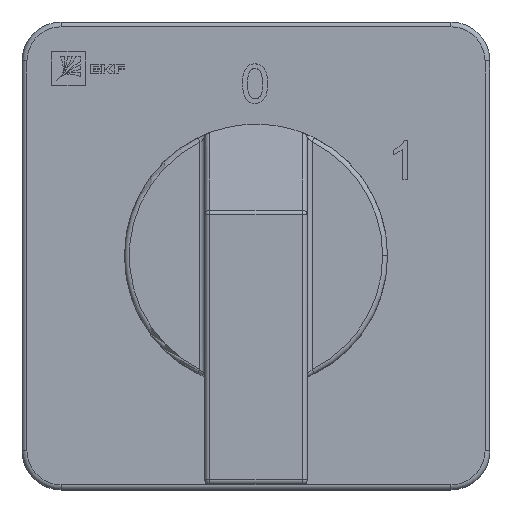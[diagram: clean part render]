
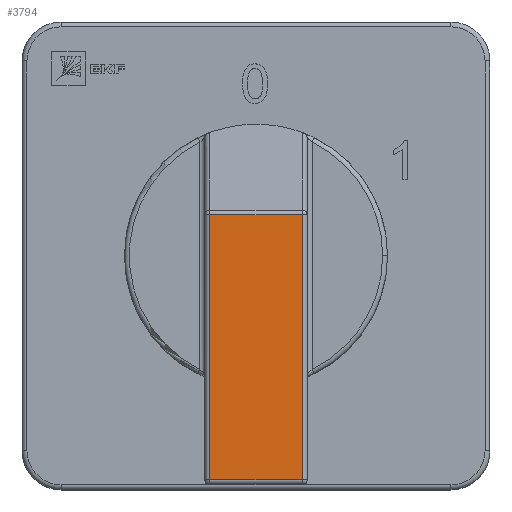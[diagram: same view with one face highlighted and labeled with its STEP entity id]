
A CAD part, top view. The second image highlights one B-rep face of the part: STEP entity #3794.
In plain terms, the highlighted planar face has unit normal (0, 0, 1).
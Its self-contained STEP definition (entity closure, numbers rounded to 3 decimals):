
#280 = EDGE_LOOP ( 'NONE', ( #6387, #22724, #9629, #987 ) ) ;
#308 = VERTEX_POINT ( 'NONE', #15612 ) ;
#410 = LINE ( 'NONE', #12189, #701 ) ;
#701 = VECTOR ( 'NONE', #2527, 1000. ) ;
#987 = ORIENTED_EDGE ( 'NONE', *, *, #11576, .T. ) ;
#2239 = CARTESIAN_POINT ( 'NONE',  ( 5.25, 4.5, 23.5 ) ) ;
#2527 = DIRECTION ( 'NONE',  ( -1., 0., 0. ) ) ;
#3557 = CARTESIAN_POINT ( 'NONE',  ( 4.75, -23., 23.5 ) ) ;
#3794 = ADVANCED_FACE ( 'NONE', ( #4250 ), #4084, .F. ) ;
#4084 = PLANE ( 'NONE',  #25044 ) ;
#4250 = FACE_OUTER_BOUND ( 'NONE', #280, .T. ) ;
#5209 = CARTESIAN_POINT ( 'NONE',  ( -4.75, -23.5, 23.5 ) ) ;
#6387 = ORIENTED_EDGE ( 'NONE', *, *, #9398, .T. ) ;
#6852 = CARTESIAN_POINT ( 'NONE',  ( -4.75, 4.203, 23.5 ) ) ;
#6915 = VERTEX_POINT ( 'NONE', #23603 ) ;
#7062 = LINE ( 'NONE', #18107, #16816 ) ;
#7102 = CARTESIAN_POINT ( 'NONE',  ( 5.25, -23., 23.5 ) ) ;
#8123 = VECTOR ( 'NONE', #13151, 1000. ) ;
#8592 = DIRECTION ( 'NONE',  ( 0., 0., -1. ) ) ;
#8648 = EDGE_CURVE ( 'NONE', #308, #15816, #410, .T. ) ;
#9044 = DIRECTION ( 'NONE',  ( 0., -1., 0. ) ) ;
#9398 = EDGE_CURVE ( 'NONE', #13330, #308, #7062, .T. ) ;
#9629 = ORIENTED_EDGE ( 'NONE', *, *, #20221, .T. ) ;
#11576 = EDGE_CURVE ( 'NONE', #6915, #13330, #20636, .T. ) ;
#12189 = CARTESIAN_POINT ( 'NONE',  ( 5.25, 4.203, 23.5 ) ) ;
#13151 = DIRECTION ( 'NONE',  ( 1., 0., 0. ) ) ;
#13330 = VERTEX_POINT ( 'NONE', #3557 ) ;
#15612 = CARTESIAN_POINT ( 'NONE',  ( 4.75, 4.203, 23.5 ) ) ;
#15816 = VERTEX_POINT ( 'NONE', #6852 ) ;
#16816 = VECTOR ( 'NONE', #19979, 1000. ) ;
#17830 = VECTOR ( 'NONE', #9044, 1000. ) ;
#18107 = CARTESIAN_POINT ( 'NONE',  ( 4.75, 4.5, 23.5 ) ) ;
#19641 = DIRECTION ( 'NONE',  ( 0., 1., 0. ) ) ;
#19979 = DIRECTION ( 'NONE',  ( 0., 1., 0. ) ) ;
#20221 = EDGE_CURVE ( 'NONE', #15816, #6915, #24220, .T. ) ;
#20636 = LINE ( 'NONE', #7102, #8123 ) ;
#22724 = ORIENTED_EDGE ( 'NONE', *, *, #8648, .T. ) ;
#23603 = CARTESIAN_POINT ( 'NONE',  ( -4.75, -23., 23.5 ) ) ;
#24220 = LINE ( 'NONE', #5209, #17830 ) ;
#25044 = AXIS2_PLACEMENT_3D ( 'NONE', #2239, #8592, #19641 ) ;
